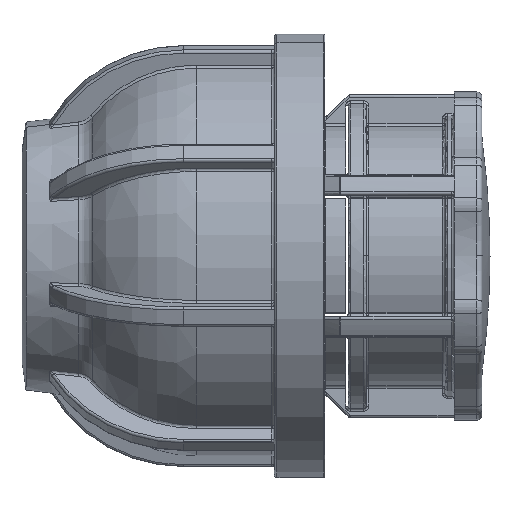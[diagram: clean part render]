
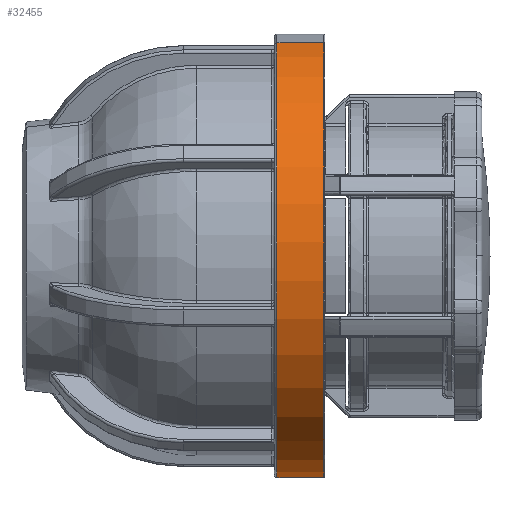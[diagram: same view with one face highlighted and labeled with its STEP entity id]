
A CAD part, top view. The second image highlights one B-rep face of the part: STEP entity #32455.
In plain terms, the highlighted cylindrical face has radius 22 mm (diameter 44 mm), a partial arc.
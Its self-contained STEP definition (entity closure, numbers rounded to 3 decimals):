
#4454 = VERTEX_POINT ( 'NONE', #32176 ) ;
#4457 = VERTEX_POINT ( 'NONE', #32179 ) ;
#4462 = VERTEX_POINT ( 'NONE', #32184 ) ;
#4509 = VERTEX_POINT ( 'NONE', #32256 ) ;
#9793 = CARTESIAN_POINT ( 'NONE',  ( -45.55, -27.726, 0. ) ) ;
#9794 = DIRECTION ( 'NONE',  ( -1., 0., 0. ) ) ;
#9795 = DIRECTION ( 'NONE',  ( 0., 0.959, 0.283 ) ) ;
#13970 = ORIENTED_EDGE ( 'NONE', *, *, #20285, .T. ) ;
#13971 = ORIENTED_EDGE ( 'NONE', *, *, #20279, .F. ) ;
#13972 = ORIENTED_EDGE ( 'NONE', *, *, #21593, .T. ) ;
#13974 = ORIENTED_EDGE ( 'NONE', *, *, #20349, .T. ) ;
#14736 = EDGE_LOOP ( 'NONE', ( #13971, #13972, #13970, #13974 ) ) ;
#15164 = AXIS2_PLACEMENT_3D ( 'NONE', #9793, #9794, #9795 ) ;
#20279 = EDGE_CURVE ( 'NONE', #4454, #4462, #25407, .T. ) ;
#20285 = EDGE_CURVE ( 'NONE', #4457, #4509, #25412, .T. ) ;
#20349 = EDGE_CURVE ( 'NONE', #4509, #4462, #23890, .T. ) ;
#21593 = EDGE_CURVE ( 'NONE', #4454, #4457, #24275, .T. ) ;
#23706 = VECTOR ( 'NONE', #28265, 1000. ) ;
#23728 = VECTOR ( 'NONE', #28280, 1000. ) ;
#23890 = CIRCLE ( 'NONE', #23891, 22. ) ;
#23891 = AXIS2_PLACEMENT_3D ( 'NONE', #28508, #28509, #28510 ) ;
#24275 = CIRCLE ( 'NONE', #24277, 22. ) ;
#24277 = AXIS2_PLACEMENT_3D ( 'NONE', #29937, #29938, #29939 ) ;
#25407 = LINE ( 'NONE', #28264, #23706 ) ;
#25412 = LINE ( 'NONE', #28279, #23728 ) ;
#28264 = CARTESIAN_POINT ( 'NONE',  ( -45.55, -48.823, -6.236 ) ) ;
#28265 = DIRECTION ( 'NONE',  ( -1., 0., 0. ) ) ;
#28279 = CARTESIAN_POINT ( 'NONE',  ( -45.55, -6.628, 6.236 ) ) ;
#28280 = DIRECTION ( 'NONE',  ( -1., 0., 0. ) ) ;
#28508 = CARTESIAN_POINT ( 'NONE',  ( -20.3, -27.726, 0. ) ) ;
#28509 = DIRECTION ( 'NONE',  ( 1., 0., 0. ) ) ;
#28510 = DIRECTION ( 'NONE',  ( 0., -0.959, -0.283 ) ) ;
#29937 = CARTESIAN_POINT ( 'NONE',  ( -15.65, -27.726, 0. ) ) ;
#29938 = DIRECTION ( 'NONE',  ( -1., 0., 0. ) ) ;
#29939 = DIRECTION ( 'NONE',  ( 0., 0.959, 0.283 ) ) ;
#32176 = CARTESIAN_POINT ( 'NONE',  ( -15.65, -48.823, -6.236 ) ) ;
#32179 = CARTESIAN_POINT ( 'NONE',  ( -15.65, -6.628, 6.236 ) ) ;
#32184 = CARTESIAN_POINT ( 'NONE',  ( -20.3, -48.823, -6.236 ) ) ;
#32256 = CARTESIAN_POINT ( 'NONE',  ( -20.3, -6.628, 6.236 ) ) ;
#32455 = ADVANCED_FACE ( 'NONE', ( #36702 ), #36703, .T. ) ;
#36702 = FACE_OUTER_BOUND ( 'NONE', #14736, .T. ) ;
#36703 = CYLINDRICAL_SURFACE ( 'NONE', #15164, 22. ) ;
